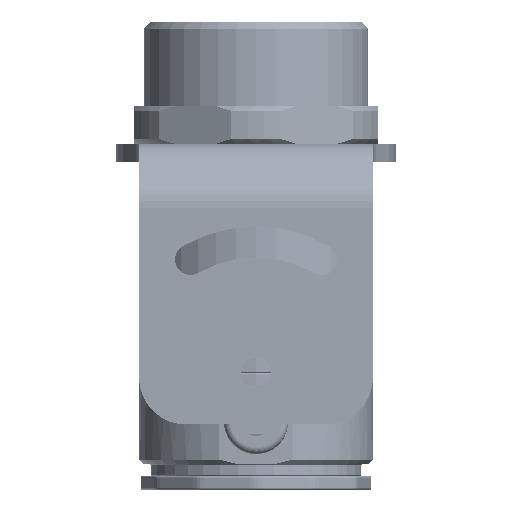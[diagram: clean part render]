
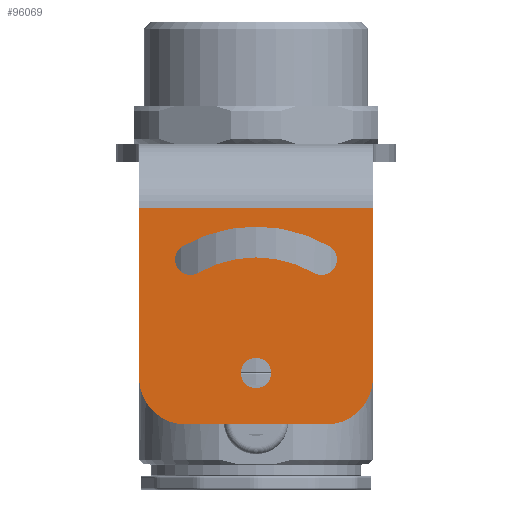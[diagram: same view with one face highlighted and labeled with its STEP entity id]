
A CAD part, front view. The second image highlights one B-rep face of the part: STEP entity #96069.
In plain terms, the highlighted planar face has unit normal (0, -1, 0).
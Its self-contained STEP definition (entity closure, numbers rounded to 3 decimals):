
#30210 = CARTESIAN_POINT ( 'NONE',  ( 14., 0., -28.051 ) ) ;
#30231 = CARTESIAN_POINT ( 'NONE',  ( 15.65, 0., -21.893 ) ) ;
#30236 = DIRECTION ( 'NONE',  ( 0., 0., -1. ) ) ;
#30237 = DIRECTION ( 'NONE',  ( 0., 1., 0. ) ) ;
#30238 = CARTESIAN_POINT ( 'NONE',  ( 14., 0., -24.751 ) ) ;
#30239 = AXIS2_PLACEMENT_3D ( 'NONE', #30238, #30237, #30236 ) ;
#30240 = CIRCLE ( 'NONE', #30239, 3.3 ) ;
#30339 = CARTESIAN_POINT ( 'NONE',  ( -14., 0., -28.051 ) ) ;
#30363 = CARTESIAN_POINT ( 'NONE',  ( -12.35, 0., -27.609 ) ) ;
#30365 = DIRECTION ( 'NONE',  ( 0., 0., 1. ) ) ;
#30366 = DIRECTION ( 'NONE',  ( 0., 1., 0. ) ) ;
#30367 = CARTESIAN_POINT ( 'NONE',  ( -14., 0., -24.751 ) ) ;
#30368 = AXIS2_PLACEMENT_3D ( 'NONE', #30367, #30366, #30365 ) ;
#30369 = CIRCLE ( 'NONE', #30368, 3.3 ) ;
#30439 = CARTESIAN_POINT ( 'NONE',  ( 0., 0., -45.75 ) ) ;
#30440 = DIRECTION ( 'NONE',  ( 0., 0., 1. ) ) ;
#30441 = VECTOR ( 'NONE', #30440, 1000. ) ;
#30442 = CARTESIAN_POINT ( 'NONE',  ( 25., 0., -60.001 ) ) ;
#30443 = LINE ( 'NONE', #30442, #30441 ) ;
#30478 = CARTESIAN_POINT ( 'NONE',  ( 0., 0., -52.25 ) ) ;
#30479 = DIRECTION ( 'NONE',  ( 0., 0., 1. ) ) ;
#30480 = DIRECTION ( 'NONE',  ( 0., 1., 0. ) ) ;
#30481 = CARTESIAN_POINT ( 'NONE',  ( 0., 0., -49. ) ) ;
#30482 = AXIS2_PLACEMENT_3D ( 'NONE', #30481, #30480, #30479 ) ;
#30483 = CIRCLE ( 'NONE', #30482, 3.25 ) ;
#30542 = AXIS2_PLACEMENT_3D ( 'NONE', #30545, #30544, #30789 ) ;
#30544 = DIRECTION ( 'NONE',  ( 0., 1., 0. ) ) ;
#30545 = CARTESIAN_POINT ( 'NONE',  ( 14., 0., -24.751 ) ) ;
#30662 = DIRECTION ( 'NONE',  ( 0., 0., 1. ) ) ;
#30663 = DIRECTION ( 'NONE',  ( 0., 1., 0. ) ) ;
#30664 = CARTESIAN_POINT ( 'NONE',  ( 30., 0., -10. ) ) ;
#30665 = AXIS2_PLACEMENT_3D ( 'NONE', #30664, #30663, #30662 ) ;
#30666 = PLANE ( 'NONE',  #30665 ) ;
#30667 = FACE_BOUND ( 'NONE', #96246, .T. ) ;
#30668 = FACE_BOUND ( 'NONE', #96210, .T. ) ;
#30669 = FACE_OUTER_BOUND ( 'NONE', #96074, .T. ) ;
#30692 = DIRECTION ( 'NONE',  ( -1., 0., 0. ) ) ;
#30693 = VECTOR ( 'NONE', #30692, 1000. ) ;
#30694 = CARTESIAN_POINT ( 'NONE',  ( 30., 0., -60. ) ) ;
#30695 = LINE ( 'NONE', #30694, #30693 ) ;
#30719 = CARTESIAN_POINT ( 'NONE',  ( 15., 0., -50. ) ) ;
#30720 = AXIS2_PLACEMENT_3D ( 'NONE', #30719, #30781, #30780 ) ;
#30721 = CIRCLE ( 'NONE', #30720, 10. ) ;
#30733 = CARTESIAN_POINT ( 'NONE',  ( -15., 0., -60. ) ) ;
#30749 = CARTESIAN_POINT ( 'NONE',  ( 15., 0., -60. ) ) ;
#30763 = CARTESIAN_POINT ( 'NONE',  ( 25., 0., -50. ) ) ;
#30780 = DIRECTION ( 'NONE',  ( 0., 0., 1. ) ) ;
#30781 = DIRECTION ( 'NONE',  ( 0., -1., 0. ) ) ;
#30789 = DIRECTION ( 'NONE',  ( 0., 0., -1. ) ) ;
#30790 = CARTESIAN_POINT ( 'NONE',  ( -25., 0., -13.728 ) ) ;
#30796 = DIRECTION ( 'NONE',  ( -1., 0., 0. ) ) ;
#30797 = VECTOR ( 'NONE', #30796, 1000. ) ;
#30798 = CARTESIAN_POINT ( 'NONE',  ( 30., 0., -13.728 ) ) ;
#30803 = LINE ( 'NONE', #30798, #30797 ) ;
#30820 = CARTESIAN_POINT ( 'NONE',  ( -25., 0., -50. ) ) ;
#30821 = DIRECTION ( 'NONE',  ( 0., 0., 1. ) ) ;
#30822 = VECTOR ( 'NONE', #30821, 1000. ) ;
#30823 = CARTESIAN_POINT ( 'NONE',  ( -25., 0., -60.001 ) ) ;
#30829 = LINE ( 'NONE', #30823, #30822 ) ;
#30846 = DIRECTION ( 'NONE',  ( 0., 0., 1. ) ) ;
#30847 = DIRECTION ( 'NONE',  ( 0., -1., 0. ) ) ;
#30848 = CARTESIAN_POINT ( 'NONE',  ( -15., 0., -50. ) ) ;
#30850 = AXIS2_PLACEMENT_3D ( 'NONE', #30848, #30847, #30846 ) ;
#30851 = CIRCLE ( 'NONE', #30850, 10. ) ;
#30860 = DIRECTION ( 'NONE',  ( 0., 0., 1. ) ) ;
#30861 = DIRECTION ( 'NONE',  ( 0., 1., 0. ) ) ;
#30862 = CARTESIAN_POINT ( 'NONE',  ( 0., 0., -49. ) ) ;
#30863 = AXIS2_PLACEMENT_3D ( 'NONE', #30862, #30861, #30860 ) ;
#30868 = CIRCLE ( 'NONE', #30863, 3.25 ) ;
#30926 = DIRECTION ( 'NONE',  ( 0., 0., 1. ) ) ;
#30927 = DIRECTION ( 'NONE',  ( 0., 1., 0. ) ) ;
#30928 = CARTESIAN_POINT ( 'NONE',  ( -14., 0., -24.751 ) ) ;
#30929 = AXIS2_PLACEMENT_3D ( 'NONE', #30928, #30927, #30926 ) ;
#30930 = CIRCLE ( 'NONE', #30929, 3.3 ) ;
#30961 = CARTESIAN_POINT ( 'NONE',  ( -15.65, 0., -21.893 ) ) ;
#30968 = CIRCLE ( 'NONE', #31018, 31.3 ) ;
#30990 = CIRCLE ( 'NONE', #30542, 3.3 ) ;
#31015 = DIRECTION ( 'NONE',  ( 0., 0., 1. ) ) ;
#31016 = DIRECTION ( 'NONE',  ( 0., 1., 0. ) ) ;
#31017 = CARTESIAN_POINT ( 'NONE',  ( 0., 0., -49. ) ) ;
#31018 = AXIS2_PLACEMENT_3D ( 'NONE', #31017, #31016, #31015 ) ;
#31036 = DIRECTION ( 'NONE',  ( 0., 0., 1. ) ) ;
#31037 = DIRECTION ( 'NONE',  ( 0., -1., 0. ) ) ;
#31038 = CARTESIAN_POINT ( 'NONE',  ( 0., 0., -49. ) ) ;
#31039 = AXIS2_PLACEMENT_3D ( 'NONE', #31038, #31037, #31036 ) ;
#31040 = CIRCLE ( 'NONE', #31039, 24.7 ) ;
#31053 = CARTESIAN_POINT ( 'NONE',  ( 12.35, 0., -27.609 ) ) ;
#31081 = CARTESIAN_POINT ( 'NONE',  ( 25., 0., -13.728 ) ) ;
#95762 = VERTEX_POINT ( 'NONE', #30210 ) ;
#95781 = EDGE_CURVE ( 'NONE', #95784, #95762, #30240, .T. ) ;
#95784 = VERTEX_POINT ( 'NONE', #30231 ) ;
#95842 = VERTEX_POINT ( 'NONE', #30339 ) ;
#95861 = EDGE_CURVE ( 'NONE', #95867, #95842, #30369, .T. ) ;
#95867 = VERTEX_POINT ( 'NONE', #30363 ) ;
#95932 = EDGE_CURVE ( 'NONE', #96136, #96366, #30443, .T. ) ;
#95933 = VERTEX_POINT ( 'NONE', #30439 ) ;
#95951 = EDGE_CURVE ( 'NONE', #95952, #95933, #30483, .T. ) ;
#95952 = VERTEX_POINT ( 'NONE', #30478 ) ;
#96069 = ADVANCED_FACE ( 'NONE', ( #30669, #30668, #30667 ), #30666, .F. ) ;
#96074 = EDGE_LOOP ( 'NONE', ( #96089, #96120, #96151, #96377, #96171, #96189 ) ) ;
#96089 = ORIENTED_EDGE ( 'NONE', *, *, #96100, .F. ) ;
#96100 = EDGE_CURVE ( 'NONE', #96104, #96112, #30695, .T. ) ;
#96104 = VERTEX_POINT ( 'NONE', #30749 ) ;
#96112 = VERTEX_POINT ( 'NONE', #30733 ) ;
#96120 = ORIENTED_EDGE ( 'NONE', *, *, #96127, .T. ) ;
#96127 = EDGE_CURVE ( 'NONE', #96104, #96136, #30721, .T. ) ;
#96136 = VERTEX_POINT ( 'NONE', #30763 ) ;
#96151 = ORIENTED_EDGE ( 'NONE', *, *, #95932, .T. ) ;
#96158 = EDGE_CURVE ( 'NONE', #96366, #96164, #30803, .T. ) ;
#96164 = VERTEX_POINT ( 'NONE', #30790 ) ;
#96171 = ORIENTED_EDGE ( 'NONE', *, *, #96182, .F. ) ;
#96182 = EDGE_CURVE ( 'NONE', #96184, #96164, #30829, .T. ) ;
#96184 = VERTEX_POINT ( 'NONE', #30820 ) ;
#96189 = ORIENTED_EDGE ( 'NONE', *, *, #96199, .T. ) ;
#96199 = EDGE_CURVE ( 'NONE', #96184, #96112, #30851, .T. ) ;
#96210 = EDGE_LOOP ( 'NONE', ( #96220, #96230 ) ) ;
#96220 = ORIENTED_EDGE ( 'NONE', *, *, #95951, .T. ) ;
#96230 = ORIENTED_EDGE ( 'NONE', *, *, #96238, .T. ) ;
#96238 = EDGE_CURVE ( 'NONE', #95933, #95952, #30868, .T. ) ;
#96246 = EDGE_LOOP ( 'NONE', ( #96486, #96492, #96302, #96313, #96324, #96341 ) ) ;
#96272 = EDGE_CURVE ( 'NONE', #95842, #96280, #30930, .T. ) ;
#96280 = VERTEX_POINT ( 'NONE', #30961 ) ;
#96302 = ORIENTED_EDGE ( 'NONE', *, *, #96306, .T. ) ;
#96306 = EDGE_CURVE ( 'NONE', #96280, #95784, #30968, .T. ) ;
#96313 = ORIENTED_EDGE ( 'NONE', *, *, #95781, .T. ) ;
#96324 = ORIENTED_EDGE ( 'NONE', *, *, #96330, .T. ) ;
#96330 = EDGE_CURVE ( 'NONE', #95762, #96334, #30990, .T. ) ;
#96334 = VERTEX_POINT ( 'NONE', #31053 ) ;
#96341 = ORIENTED_EDGE ( 'NONE', *, *, #96347, .T. ) ;
#96347 = EDGE_CURVE ( 'NONE', #96334, #95867, #31040, .T. ) ;
#96366 = VERTEX_POINT ( 'NONE', #31081 ) ;
#96377 = ORIENTED_EDGE ( 'NONE', *, *, #96158, .T. ) ;
#96486 = ORIENTED_EDGE ( 'NONE', *, *, #95861, .T. ) ;
#96492 = ORIENTED_EDGE ( 'NONE', *, *, #96272, .T. ) ;
